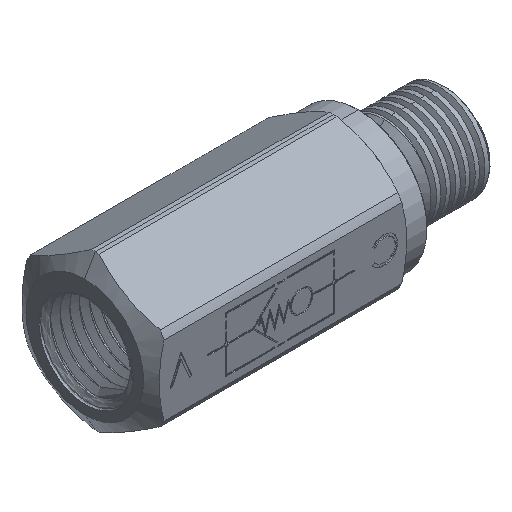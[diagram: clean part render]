
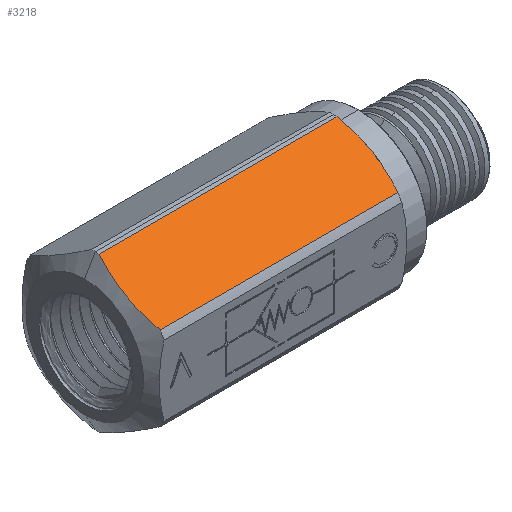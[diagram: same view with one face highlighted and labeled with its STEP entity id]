
A CAD part, isometric view. The second image highlights one B-rep face of the part: STEP entity #3218.
In plain terms, the highlighted planar face has unit normal (0, -0.5, 0.866).
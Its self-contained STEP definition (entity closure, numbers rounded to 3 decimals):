
#1212 = CARTESIAN_POINT ( 'NONE',  ( -26.885, -2.986, 9.246 ) ) ;
#1626 = CARTESIAN_POINT ( 'NONE',  ( 7.13, -6.17, 7.408 ) ) ;
#1712 = VERTEX_POINT ( 'NONE', #18770 ) ;
#2234 = CARTESIAN_POINT ( 'NONE',  ( -26.33, -0.543, 10.656 ) ) ;
#3218 = ADVANCED_FACE ( 'NONE', ( #27449 ), #27175, .F. ) ;
#3652 = ORIENTED_EDGE ( 'NONE', *, *, #16033, .F. ) ;
#4431 = VERTEX_POINT ( 'NONE', #29414 ) ;
#4594 = CARTESIAN_POINT ( 'NONE',  ( 6.91, -1.93, 9.855 ) ) ;
#4678 = EDGE_CURVE ( 'NONE', #1712, #6128, #27278, .T. ) ;
#5716 = CARTESIAN_POINT ( 'NONE',  ( -26.54, -1.234, 10.257 ) ) ;
#5729 = ORIENTED_EDGE ( 'NONE', *, *, #4678, .F. ) ;
#5769 = B_SPLINE_CURVE_WITH_KNOTS ( 'NONE', 3,
 ( #11653, #18565, #4594, #22730, #25029, #11362 ),
 .UNSPECIFIED., .F., .F.,
 ( 4, 2, 4 ),
 ( 0., 0.002, 0.005 ),
 .UNSPECIFIED. ) ;
#6032 = CARTESIAN_POINT ( 'NONE',  ( 7.085, -6.522, 7.204 ) ) ;
#6128 = VERTEX_POINT ( 'NONE', #2234 ) ;
#6609 = LINE ( 'NONE', #24243, #12676 ) ;
#7688 = CARTESIAN_POINT ( 'NONE',  ( -26.539, -8.268, 6.196 ) ) ;
#8219 = CARTESIAN_POINT ( 'NONE',  ( 6.739, -8.269, 6.196 ) ) ;
#9867 = CARTESIAN_POINT ( 'NONE',  ( -26.33, -0.543, 10.656 ) ) ;
#10056 = CARTESIAN_POINT ( 'NONE',  ( -27.005, -5.474, 7.809 ) ) ;
#10967 = DIRECTION ( 'NONE',  ( -1., 0., 0. ) ) ;
#11362 = CARTESIAN_POINT ( 'NONE',  ( 7.206, -4.75, 8.227 ) ) ;
#11653 = CARTESIAN_POINT ( 'NONE',  ( 6.53, -0.543, 10.656 ) ) ;
#11718 = EDGE_LOOP ( 'NONE', ( #5729, #27543, #3652, #23932, #26534 ) ) ;
#12367 = CARTESIAN_POINT ( 'NONE',  ( -26.93, -3.34, 9.042 ) ) ;
#12559 = CARTESIAN_POINT ( 'NONE',  ( -26.709, -7.574, 6.597 ) ) ;
#12676 = VECTOR ( 'NONE', #10967, 1000. ) ;
#12976 = CARTESIAN_POINT ( 'NONE',  ( 7.206, -4.75, 8.227 ) ) ;
#13598 = DIRECTION ( 'NONE',  ( 0., 0.866, 0.5 ) ) ;
#13980 = CARTESIAN_POINT ( 'NONE',  ( 12.206, -0.543, 10.656 ) ) ;
#14098 = VERTEX_POINT ( 'NONE', #16680 ) ;
#14523 = VECTOR ( 'NONE', #27755, 1000. ) ;
#14748 = CARTESIAN_POINT ( 'NONE',  ( -26.33, -8.957, 5.798 ) ) ;
#14871 = CARTESIAN_POINT ( 'NONE',  ( 6.909, -7.575, 6.596 ) ) ;
#15244 = LINE ( 'NONE', #13980, #14523 ) ;
#15279 = CARTESIAN_POINT ( 'NONE',  ( 7.206, -5.104, 8.023 ) ) ;
#16033 = EDGE_CURVE ( 'NONE', #4431, #14098, #21592, .T. ) ;
#16066 = VERTEX_POINT ( 'NONE', #17679 ) ;
#16293 = EDGE_CURVE ( 'NONE', #16066, #4431, #5769, .T. ) ;
#16680 = CARTESIAN_POINT ( 'NONE',  ( 6.53, -8.957, 5.798 ) ) ;
#17679 = CARTESIAN_POINT ( 'NONE',  ( 6.53, -0.543, 10.656 ) ) ;
#18401 = EDGE_CURVE ( 'NONE', #6128, #16066, #15244, .T. ) ;
#18565 = CARTESIAN_POINT ( 'NONE',  ( 6.74, -1.235, 10.257 ) ) ;
#18770 = CARTESIAN_POINT ( 'NONE',  ( -26.33, -8.957, 5.798 ) ) ;
#19343 = CARTESIAN_POINT ( 'NONE',  ( -26.71, -1.93, 9.855 ) ) ;
#19440 = CARTESIAN_POINT ( 'NONE',  ( -26.942, -6.178, 7.403 ) ) ;
#19669 = CARTESIAN_POINT ( 'NONE',  ( 6.53, -8.957, 5.798 ) ) ;
#21592 = B_SPLINE_CURVE_WITH_KNOTS ( 'NONE', 3,
 ( #12976, #15279, #22069, #1626, #6032, #14871, #8219, #19669 ),
 .UNSPECIFIED., .F., .F.,
 ( 4, 2, 2, 4 ),
 ( 0.005, 0.006, 0.007, 0.01 ),
 .UNSPECIFIED. ) ;
#22069 = CARTESIAN_POINT ( 'NONE',  ( 7.19, -5.46, 7.817 ) ) ;
#22730 = CARTESIAN_POINT ( 'NONE',  ( 7.143, -3.332, 9.046 ) ) ;
#22892 = AXIS2_PLACEMENT_3D ( 'NONE', #24704, #29474, #13598 ) ;
#23823 = CARTESIAN_POINT ( 'NONE',  ( -27.006, -4.409, 8.424 ) ) ;
#23924 = CARTESIAN_POINT ( 'NONE',  ( -26.991, -4.052, 8.63 ) ) ;
#23932 = ORIENTED_EDGE ( 'NONE', *, *, #16293, .F. ) ;
#24243 = CARTESIAN_POINT ( 'NONE',  ( 12.206, -8.957, 5.798 ) ) ;
#24704 = CARTESIAN_POINT ( 'NONE',  ( -27.794, -9.5, 5.485 ) ) ;
#25029 = CARTESIAN_POINT ( 'NONE',  ( 7.206, -4.038, 8.638 ) ) ;
#26534 = ORIENTED_EDGE ( 'NONE', *, *, #18401, .F. ) ;
#26662 = EDGE_CURVE ( 'NONE', #14098, #1712, #6609, .T. ) ;
#27175 = PLANE ( 'NONE',  #22892 ) ;
#27278 = B_SPLINE_CURVE_WITH_KNOTS ( 'NONE', 3,
 ( #14748, #7688, #12559, #19440, #10056, #23823, #23924, #12367, #1212, #19343, #5716, #9867 ),
 .UNSPECIFIED., .F., .F.,
 ( 4, 2, 2, 2, 2, 4 ),
 ( 0., 0.002, 0.005, 0.006, 0.007, 0.01 ),
 .UNSPECIFIED. ) ;
#27449 = FACE_OUTER_BOUND ( 'NONE', #11718, .T. ) ;
#27543 = ORIENTED_EDGE ( 'NONE', *, *, #26662, .F. ) ;
#27755 = DIRECTION ( 'NONE',  ( 1., 0., 0. ) ) ;
#29414 = CARTESIAN_POINT ( 'NONE',  ( 7.206, -4.75, 8.227 ) ) ;
#29474 = DIRECTION ( 'NONE',  ( 0., 0.5, -0.866 ) ) ;
